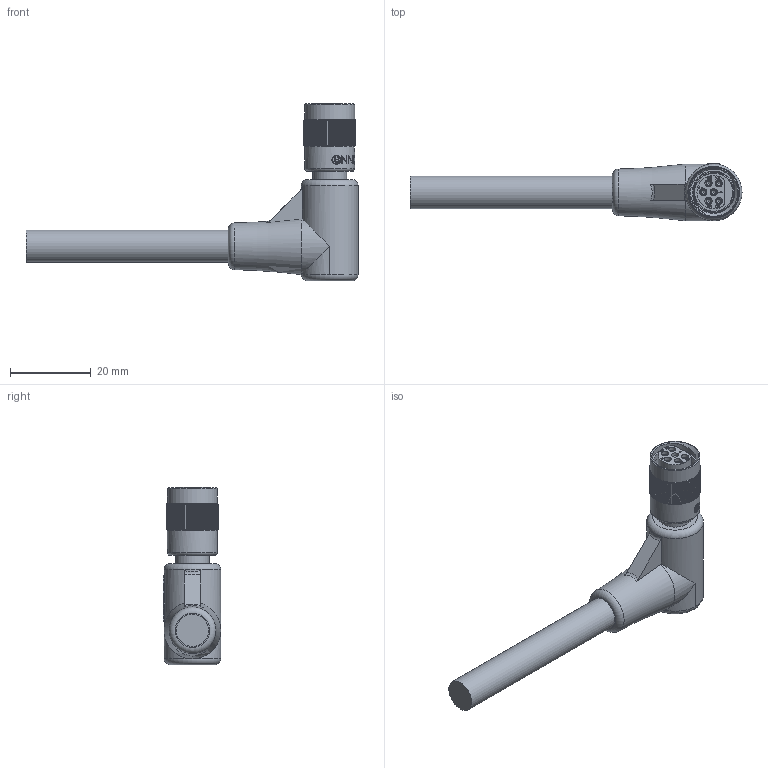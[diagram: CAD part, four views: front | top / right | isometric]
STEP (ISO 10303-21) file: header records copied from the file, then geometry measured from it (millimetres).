
FILE_DESCRIPTION(/* description */ ('','CAx-IF Rec.Pracs.---Representation and Presentation of Product Manufacturing Information (PMI)---4.0---2014-10-13'),/* implementation_level */ '2;1');
FILE_NAME(/* name */ 'NATRA6F.stp',/* time_stamp */ '2024-02-29T09:42:09+01:00',/* author */ ('sh'),/* organization */ (''),/* preprocessor_version */ 'ST-DEVELOPER v19.2',/* originating_system */ 'Autodesk Inventor 2023',/* authorisation */ '');
FILE_SCHEMA (('AP242_MANAGED_MODEL_BASED_3D_ENGINEERING_MIM_LF { 1 0 10303 442 1 1 4 }'));
Length unit declared in the file: millimetre
Products named in the file (1): Part4
Bounding box: 82 x 14.2 x 43.83 mm (x, y, z)
Volume: 10187.8 mm3; surface area: 5971.4 mm2
Topology: 1 solids, 14 shells, 857 faces, 2242 edges, 1437 vertices
Faces by surface type: plane 350, cylinder 256, bspline 156, torus 69, cone 26
Full cylindrical faces by diameter (mm): 1.041 x12, 1.549 x6, 1.613 x6, 1.778 x24, 7.366 x1, 8 x1, 8.382 x1, 8.636 x1, 8.763 x1, 9.398 x1, 10.109 x1, 10.135 x1, 10.49 x2, 11.405 x2, 12.344 x2, 14 x1
Entity records: 39921 total; most frequent: CARTESIAN_POINT 18661, ORIENTED_EDGE 4472, DIRECTION 3862, EDGE_CURVE 2236, VERTEX_POINT 1437, AXIS2_PLACEMENT_3D 1437, LINE 988, VECTOR 988
